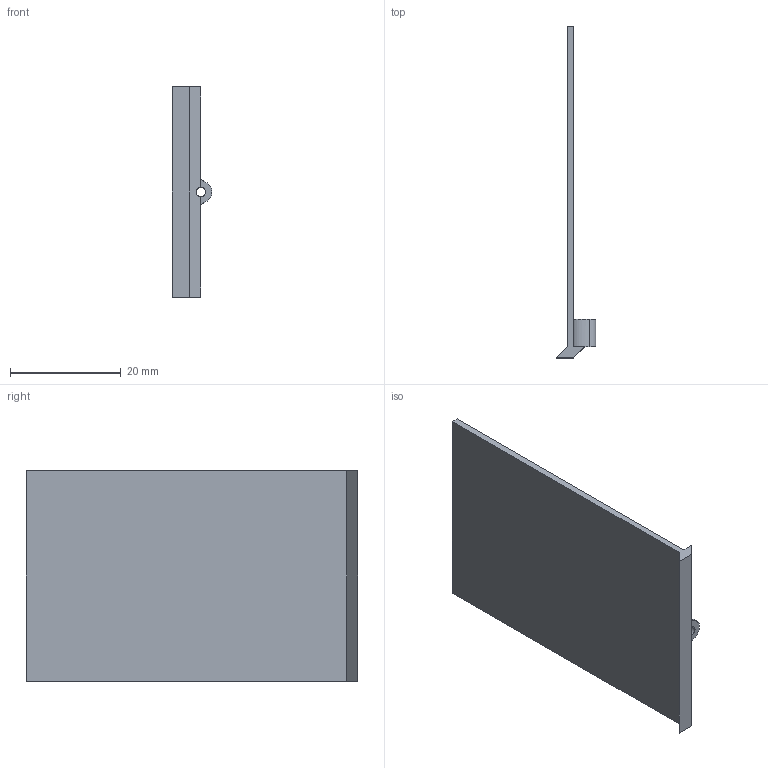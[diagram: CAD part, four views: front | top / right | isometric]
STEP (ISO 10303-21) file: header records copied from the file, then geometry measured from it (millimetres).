
FILE_DESCRIPTION (( 'STEP AP214' ), '1' );
FILE_NAME ('Pico_Shield.STEP', '2025-07-26T00:09:12', ( '' ), ( '' ), 'SwSTEP 2.0', 'SolidWorks 2024', '' );
FILE_SCHEMA (( 'AUTOMOTIVE_DESIGN' ));
Length unit declared in the file: millimetre
Products named in the file (1): Pico_Shield
Bounding box: 7.2 x 60 x 38 mm (x, y, z)
Volume: 2979.2 mm3; surface area: 5069.9 mm2
Topology: 1 solids, 1 shells, 18 faces, 49 edges, 32 vertices
Faces by surface type: plane 12, cylinder 6
Entity records: 598 total; most frequent: CARTESIAN_POINT 106, DIRECTION 99, ORIENTED_EDGE 98, EDGE_CURVE 49, VECTOR 33, AXIS2_PLACEMENT_3D 33, LINE 33, VERTEX_POINT 32
